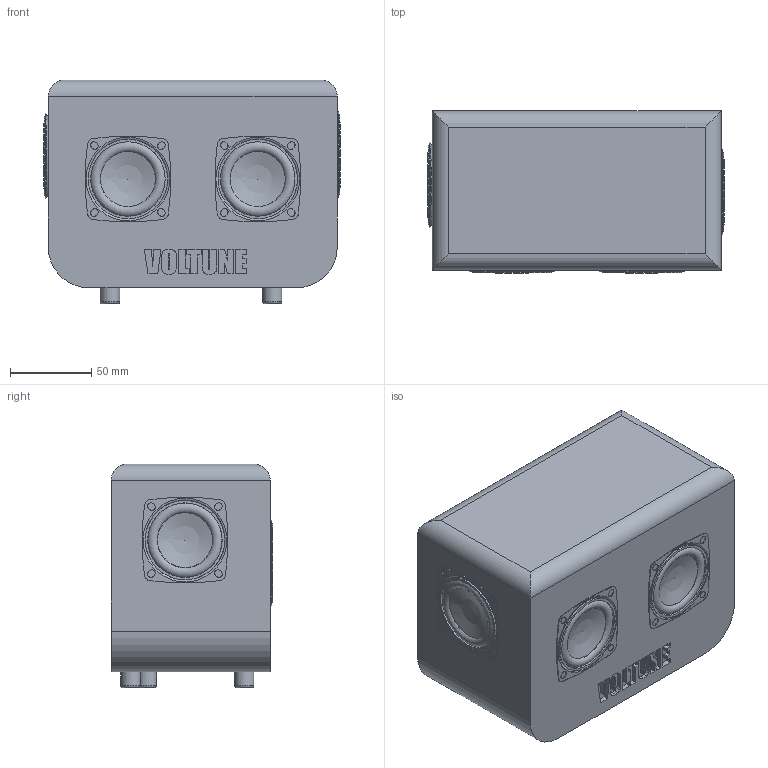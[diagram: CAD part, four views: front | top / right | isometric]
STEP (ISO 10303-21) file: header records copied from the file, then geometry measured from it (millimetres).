
FILE_DESCRIPTION(/* description */ (''),/* implementation_level */ '2;1');
FILE_NAME(/* name */ 'Voltune_assembled.step',/* time_stamp */ '2025-08-01T01:11:20+05:30',/* author */ (''),/* organization */ (''),/* preprocessor_version */ 'ST-DEVELOPER v20.1',/* originating_system */ 'Autodesk Translation Framework v14.10.0.0',/* authorisation */ '');
FILE_SCHEMA (('AUTOMOTIVE_DESIGN { 1 0 10303 214 3 1 1 }'));
Length unit declared in the file: millimetre
Products named in the file (4): 2025-07-31-13-08-00-446; 2025-08-01-00-42-49-059; 2025-08-01-00-42-53-699; 2025-08-01-00-42-51-423
Assembly tree (4 placements, depth 2):
  2025-07-31-13-08-00-446
    2025-08-01-00-42-49-059
    2025-08-01-00-42-51-423  x2
    2025-08-01-00-42-53-699
Bounding box: 182.4 x 99.7 x 138 mm (x, y, z)
Volume: 734956.4 mm3; surface area: 269925 mm2
Topology: 34 solids, 34 shells, 795 faces, 1999 edges, 1310 vertices
Faces by surface type: plane 363, cylinder 182, bspline 118, torus 76, cone 48, sphere 8
Full cylindrical faces by diameter (mm): 11.8 x4, 12 x8, 31 x4, 31.5 x8, 32 x4, 40 x4, 43.886 x4, 45.892 x4, 46 x4, 48.892 x4
Entity records: 30107 total; most frequent: CARTESIAN_POINT 14150, ORIENTED_EDGE 3394, DIRECTION 2959, EDGE_CURVE 1697, VERTEX_POINT 1118, AXIS2_PLACEMENT_3D 1041, LINE 877, VECTOR 877
